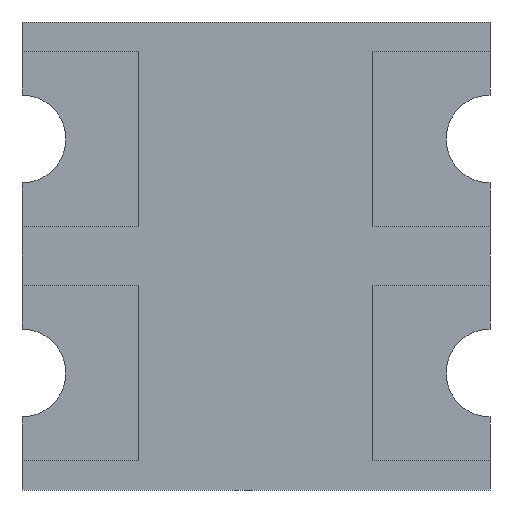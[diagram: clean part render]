
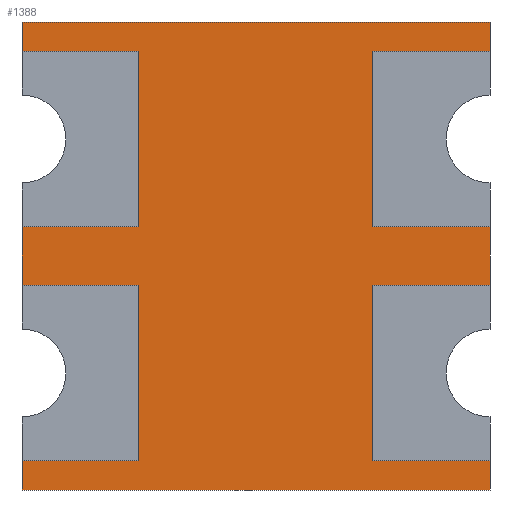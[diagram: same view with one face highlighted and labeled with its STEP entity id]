
A CAD part, front view. The second image highlights one B-rep face of the part: STEP entity #1388.
In plain terms, the highlighted planar face has unit normal (0, -1, 0).
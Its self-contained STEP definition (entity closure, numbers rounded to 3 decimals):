
#50=DIRECTION('',(-1.,0.,0.));
#51=VECTOR('',#50,0.4);
#52=CARTESIAN_POINT('',(0.8,0.,0.7));
#53=LINE('',#52,#51);
#58=DIRECTION('',(0.,0.,-1.));
#59=VECTOR('',#58,0.6);
#60=CARTESIAN_POINT('',(0.4,0.,0.7));
#61=LINE('',#60,#59);
#65=DIRECTION('',(-1.,0.,0.));
#66=VECTOR('',#65,0.4);
#67=CARTESIAN_POINT('',(0.8,0.,0.1));
#68=LINE('',#67,#66);
#72=DIRECTION('',(0.,0.,-1.));
#73=VECTOR('',#72,0.2);
#74=CARTESIAN_POINT('',(0.8,0.,0.1));
#75=LINE('',#74,#73);
#79=DIRECTION('',(-1.,0.,0.));
#80=VECTOR('',#79,0.4);
#81=CARTESIAN_POINT('',(0.8,0.,-0.1));
#82=LINE('',#81,#80);
#86=DIRECTION('',(0.,0.,-1.));
#87=VECTOR('',#86,0.6);
#88=CARTESIAN_POINT('',(0.4,0.,-0.1));
#89=LINE('',#88,#87);
#93=DIRECTION('',(-1.,0.,0.));
#94=VECTOR('',#93,0.4);
#95=CARTESIAN_POINT('',(0.8,0.,-0.7));
#96=LINE('',#95,#94);
#100=DIRECTION('',(0.,0.,-1.));
#101=VECTOR('',#100,0.1);
#102=CARTESIAN_POINT('',(0.8,0.,-0.7));
#103=LINE('',#102,#101);
#107=DIRECTION('',(-1.,0.,0.));
#108=VECTOR('',#107,1.6);
#109=CARTESIAN_POINT('',(0.8,0.,-0.8));
#110=LINE('',#109,#108);
#114=DIRECTION('',(0.,0.,1.));
#115=VECTOR('',#114,0.1);
#116=CARTESIAN_POINT('',(-0.8,0.,-0.8));
#117=LINE('',#116,#115);
#121=DIRECTION('',(1.,0.,0.));
#122=VECTOR('',#121,0.4);
#123=CARTESIAN_POINT('',(-0.8,0.,-0.7));
#124=LINE('',#123,#122);
#128=DIRECTION('',(0.,0.,1.));
#129=VECTOR('',#128,0.6);
#130=CARTESIAN_POINT('',(-0.4,0.,-0.7));
#131=LINE('',#130,#129);
#135=DIRECTION('',(1.,0.,0.));
#136=VECTOR('',#135,0.4);
#137=CARTESIAN_POINT('',(-0.8,0.,-0.1));
#138=LINE('',#137,#136);
#142=DIRECTION('',(0.,0.,1.));
#143=VECTOR('',#142,0.2);
#144=CARTESIAN_POINT('',(-0.8,0.,-0.1));
#145=LINE('',#144,#143);
#149=DIRECTION('',(1.,0.,0.));
#150=VECTOR('',#149,0.4);
#151=CARTESIAN_POINT('',(-0.8,0.,0.1));
#152=LINE('',#151,#150);
#156=DIRECTION('',(0.,0.,1.));
#157=VECTOR('',#156,0.6);
#158=CARTESIAN_POINT('',(-0.4,0.,0.1));
#159=LINE('',#158,#157);
#163=DIRECTION('',(1.,0.,0.));
#164=VECTOR('',#163,0.4);
#165=CARTESIAN_POINT('',(-0.8,0.,0.7));
#166=LINE('',#165,#164);
#170=DIRECTION('',(0.,0.,1.));
#171=VECTOR('',#170,0.1);
#172=CARTESIAN_POINT('',(-0.8,0.,0.7));
#173=LINE('',#172,#171);
#177=DIRECTION('',(1.,0.,0.));
#178=VECTOR('',#177,1.6);
#179=CARTESIAN_POINT('',(-0.8,0.,0.8));
#180=LINE('',#179,#178);
#184=DIRECTION('',(0.,0.,-1.));
#185=VECTOR('',#184,0.1);
#186=CARTESIAN_POINT('',(0.8,0.,0.8));
#187=LINE('',#186,#185);
#1141=CARTESIAN_POINT('',(-0.8,0.,0.8));
#1142=CARTESIAN_POINT('',(0.8,0.,0.8));
#1143=VERTEX_POINT('',#1141);
#1144=VERTEX_POINT('',#1142);
#1145=CARTESIAN_POINT('',(0.8,0.,-0.8));
#1146=CARTESIAN_POINT('',(-0.8,0.,-0.8));
#1147=VERTEX_POINT('',#1145);
#1148=VERTEX_POINT('',#1146);
#1301=CARTESIAN_POINT('',(0.8,0.,0.7));
#1302=CARTESIAN_POINT('',(0.4,0.,0.7));
#1303=VERTEX_POINT('',#1301);
#1304=VERTEX_POINT('',#1302);
#1305=CARTESIAN_POINT('',(0.4,0.,0.1));
#1306=VERTEX_POINT('',#1305);
#1307=CARTESIAN_POINT('',(0.8,0.,0.1));
#1308=VERTEX_POINT('',#1307);
#1309=CARTESIAN_POINT('',(0.8,0.,-0.1));
#1310=CARTESIAN_POINT('',(0.4,0.,-0.1));
#1311=VERTEX_POINT('',#1309);
#1312=VERTEX_POINT('',#1310);
#1313=CARTESIAN_POINT('',(0.4,0.,-0.7));
#1314=VERTEX_POINT('',#1313);
#1315=CARTESIAN_POINT('',(0.8,0.,-0.7));
#1316=VERTEX_POINT('',#1315);
#1317=CARTESIAN_POINT('',(-0.8,0.,0.1));
#1318=CARTESIAN_POINT('',(-0.4,0.,0.1));
#1319=VERTEX_POINT('',#1317);
#1320=VERTEX_POINT('',#1318);
#1321=CARTESIAN_POINT('',(-0.4,0.,0.7));
#1322=VERTEX_POINT('',#1321);
#1323=CARTESIAN_POINT('',(-0.8,0.,0.7));
#1324=VERTEX_POINT('',#1323);
#1325=CARTESIAN_POINT('',(-0.8,0.,-0.7));
#1326=CARTESIAN_POINT('',(-0.4,0.,-0.7));
#1327=VERTEX_POINT('',#1325);
#1328=VERTEX_POINT('',#1326);
#1329=CARTESIAN_POINT('',(-0.4,0.,-0.1));
#1330=VERTEX_POINT('',#1329);
#1331=CARTESIAN_POINT('',(-0.8,0.,-0.1));
#1332=VERTEX_POINT('',#1331);
#1341=CARTESIAN_POINT('',(0.,0.,0.));
#1342=DIRECTION('',(0.,1.,0.));
#1343=DIRECTION('',(1.,0.,0.));
#1344=AXIS2_PLACEMENT_3D('',#1341,#1342,#1343);
#1345=PLANE('',#1344);
#1347=ORIENTED_EDGE('',*,*,#1346,.T.);
#1349=ORIENTED_EDGE('',*,*,#1348,.T.);
#1351=ORIENTED_EDGE('',*,*,#1350,.F.);
#1353=ORIENTED_EDGE('',*,*,#1352,.T.);
#1355=ORIENTED_EDGE('',*,*,#1354,.T.);
#1357=ORIENTED_EDGE('',*,*,#1356,.T.);
#1359=ORIENTED_EDGE('',*,*,#1358,.F.);
#1361=ORIENTED_EDGE('',*,*,#1360,.T.);
#1363=ORIENTED_EDGE('',*,*,#1362,.T.);
#1365=ORIENTED_EDGE('',*,*,#1364,.T.);
#1367=ORIENTED_EDGE('',*,*,#1366,.T.);
#1369=ORIENTED_EDGE('',*,*,#1368,.T.);
#1371=ORIENTED_EDGE('',*,*,#1370,.F.);
#1373=ORIENTED_EDGE('',*,*,#1372,.T.);
#1375=ORIENTED_EDGE('',*,*,#1374,.T.);
#1377=ORIENTED_EDGE('',*,*,#1376,.T.);
#1379=ORIENTED_EDGE('',*,*,#1378,.F.);
#1381=ORIENTED_EDGE('',*,*,#1380,.T.);
#1383=ORIENTED_EDGE('',*,*,#1382,.T.);
#1385=ORIENTED_EDGE('',*,*,#1384,.T.);
#1386=EDGE_LOOP('',(#1347,#1349,#1351,#1353,#1355,#1357,#1359,#1361,#1363,#1365,
#1367,#1369,#1371,#1373,#1375,#1377,#1379,#1381,#1383,#1385));
#1387=FACE_OUTER_BOUND('',#1386,.F.);
#1388=ADVANCED_FACE('',(#1387),#1345,.F.);
#1346=EDGE_CURVE('',#1303,#1304,#53,.T.);
#1348=EDGE_CURVE('',#1304,#1306,#61,.T.);
#1350=EDGE_CURVE('',#1308,#1306,#68,.T.);
#1352=EDGE_CURVE('',#1308,#1311,#75,.T.);
#1354=EDGE_CURVE('',#1311,#1312,#82,.T.);
#1356=EDGE_CURVE('',#1312,#1314,#89,.T.);
#1358=EDGE_CURVE('',#1316,#1314,#96,.T.);
#1360=EDGE_CURVE('',#1316,#1147,#103,.T.);
#1362=EDGE_CURVE('',#1147,#1148,#110,.T.);
#1364=EDGE_CURVE('',#1148,#1327,#117,.T.);
#1366=EDGE_CURVE('',#1327,#1328,#124,.T.);
#1368=EDGE_CURVE('',#1328,#1330,#131,.T.);
#1370=EDGE_CURVE('',#1332,#1330,#138,.T.);
#1372=EDGE_CURVE('',#1332,#1319,#145,.T.);
#1374=EDGE_CURVE('',#1319,#1320,#152,.T.);
#1376=EDGE_CURVE('',#1320,#1322,#159,.T.);
#1378=EDGE_CURVE('',#1324,#1322,#166,.T.);
#1380=EDGE_CURVE('',#1324,#1143,#173,.T.);
#1382=EDGE_CURVE('',#1143,#1144,#180,.T.);
#1384=EDGE_CURVE('',#1144,#1303,#187,.T.);
